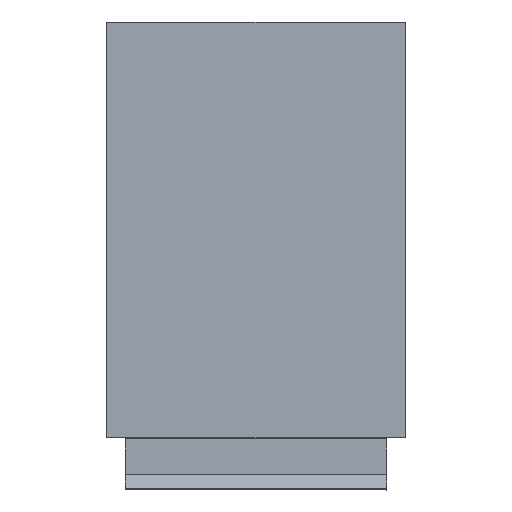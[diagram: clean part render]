
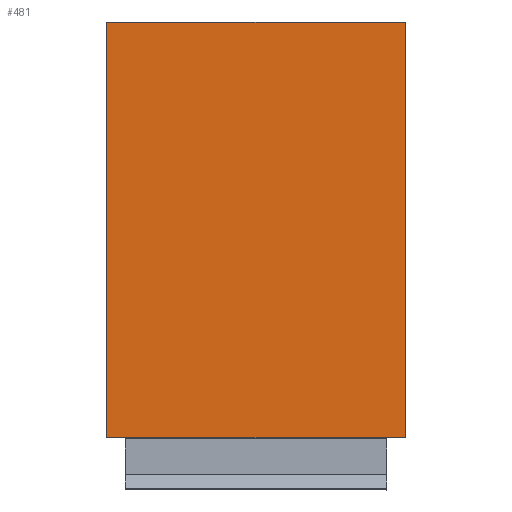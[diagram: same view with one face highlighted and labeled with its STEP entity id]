
A CAD part, front view. The second image highlights one B-rep face of the part: STEP entity #481.
In plain terms, the highlighted planar face has unit normal (0, -1, 0).
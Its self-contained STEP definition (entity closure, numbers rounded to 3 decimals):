
#468=AXIS2_PLACEMENT_3D('Plane Axis2P3D',#465,#466,#467) ;
#113=CARTESIAN_POINT('Line Origine',(25.15,0.,8.8)) ;
#117=CARTESIAN_POINT('Vertex',(0.,0.,8.8)) ;
#119=CARTESIAN_POINT('Vertex',(50.3,0.,8.8)) ;
#212=CARTESIAN_POINT('Line Origine',(50.3,0.,43.8)) ;
#216=CARTESIAN_POINT('Vertex',(50.3,0.,78.8)) ;
#445=CARTESIAN_POINT('Line Origine',(0.,0.,43.8)) ;
#449=CARTESIAN_POINT('Vertex',(0.,0.,78.8)) ;
#465=CARTESIAN_POINT('Axis2P3D Location',(48.35,0.,9.6)) ;
#470=CARTESIAN_POINT('Line Origine',(25.15,0.,78.8)) ;
#114=DIRECTION('Vector Direction',(1.,0.,0.)) ;
#213=DIRECTION('Vector Direction',(0.,0.,1.)) ;
#446=DIRECTION('Vector Direction',(0.,0.,-1.)) ;
#466=DIRECTION('Axis2P3D Direction',(0.,1.,0.)) ;
#467=DIRECTION('Axis2P3D XDirection',(0.,0.,-1.)) ;
#471=DIRECTION('Vector Direction',(1.,0.,0.)) ;
#115=VECTOR('Line Direction',#114,1.) ;
#214=VECTOR('Line Direction',#213,1.) ;
#447=VECTOR('Line Direction',#446,1.) ;
#472=VECTOR('Line Direction',#471,1.) ;
#476=ORIENTED_EDGE('',*,*,#121,.T.) ;
#477=ORIENTED_EDGE('',*,*,#218,.T.) ;
#478=ORIENTED_EDGE('',*,*,#474,.F.) ;
#479=ORIENTED_EDGE('',*,*,#451,.T.) ;
#481=ADVANCED_FACE('SWITCH',(#480),#469,.F.) ;
#121=EDGE_CURVE('',#118,#120,#116,.T.) ;
#218=EDGE_CURVE('',#120,#217,#215,.T.) ;
#451=EDGE_CURVE('',#450,#118,#448,.T.) ;
#474=EDGE_CURVE('',#450,#217,#473,.T.) ;
#475=EDGE_LOOP('',(#476,#477,#478,#479)) ;
#480=FACE_OUTER_BOUND('',#475,.T.) ;
#116=LINE('Line',#113,#115) ;
#215=LINE('Line',#212,#214) ;
#448=LINE('Line',#445,#447) ;
#473=LINE('Line',#470,#472) ;
#469=PLANE('',#468) ;
#118=VERTEX_POINT('',#117) ;
#120=VERTEX_POINT('',#119) ;
#217=VERTEX_POINT('',#216) ;
#450=VERTEX_POINT('',#449) ;
